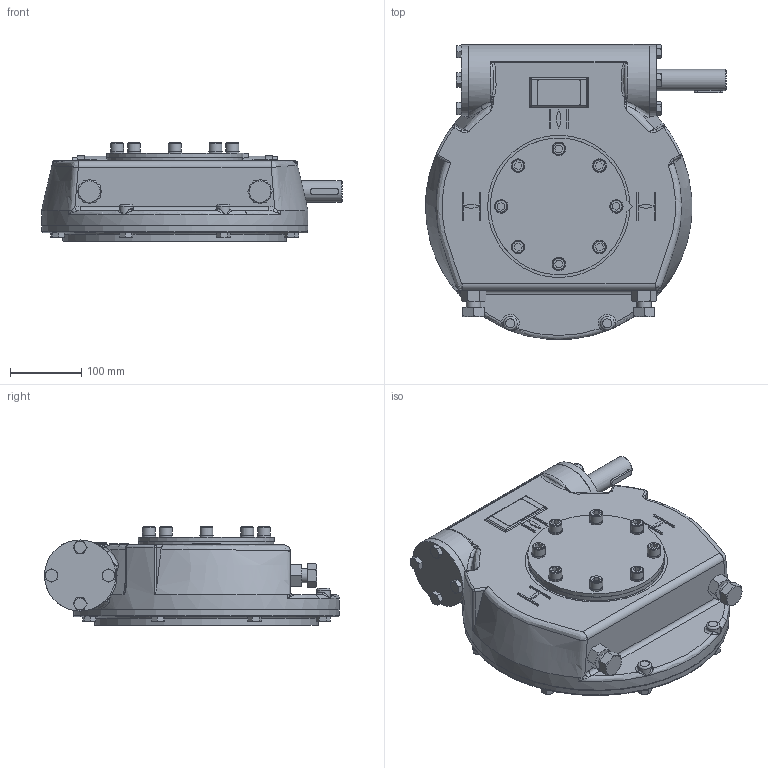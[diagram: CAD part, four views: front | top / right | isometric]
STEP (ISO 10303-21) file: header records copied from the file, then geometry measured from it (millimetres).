
FILE_DESCRIPTION(/* description */ ('Unknown'),/* implementation_level */ '2;1');
FILE_NAME(/* name */ 'PUB-IW6FB-MAN-F16',/* time_stamp */ '2016-06-28T11:31:07+01:00',/* author */ ('Unknown'),/* organization */ ('Unknown'),/* preprocessor_version */ 'ST-DEVELOPER v16',/* originating_system */ 'DEX',/* authorisation */ $);
FILE_SCHEMA (('AUTOMOTIVE_DESIGN {1 0 10303 214 3 1 1}'));
Length unit declared in the file: millimetre
Products named in the file (1): PUB-IW6FB-MAN-F16
Bounding box: 423.23 x 414.93 x 138.65 mm (x, y, z)
Surface area: 559436.8 mm2 (no closed solid volume)
Topology: 0 solids, 56 shells, 637 faces, 1761 edges, 1173 vertices
Faces by surface type: plane 320, cone 150, cylinder 81, bspline 61, torus 15, sphere 10
Full cylindrical faces by diameter (mm): 11 x8, 16.299 x4, 18 x8, 19 x10, 20 x2, 30 x1, 100 x2, 130 x1, 190 x1
Entity records: 34924 total; most frequent: CARTESIAN_POINT 18242, ORIENTED_EDGE 2857, DIRECTION 2627, EDGE_CURVE 1644, VERTEX_POINT 1150, AXIS2_PLACEMENT_3D 1018, FACE_BOUND 847, EDGE_LOOP 843
